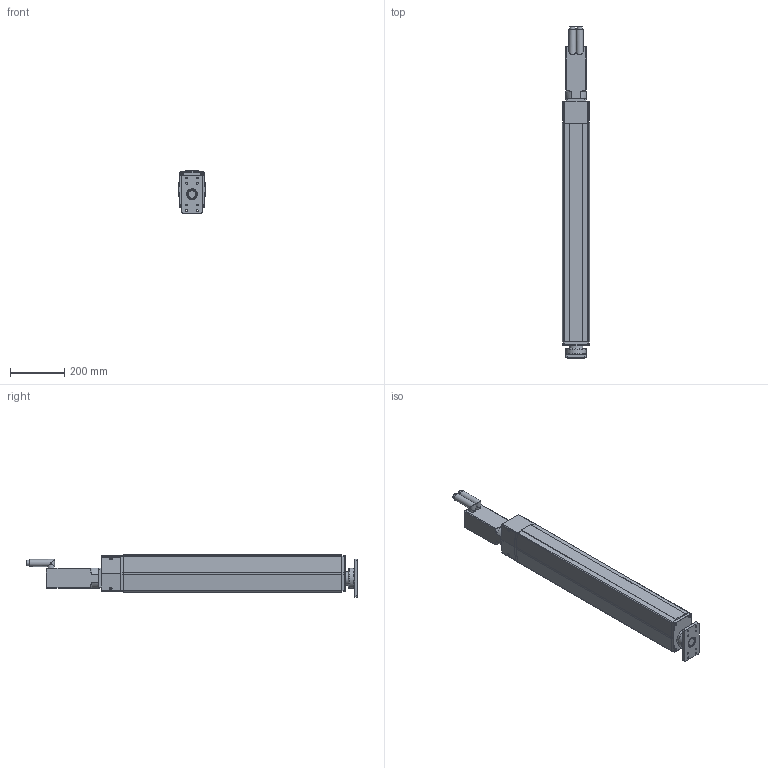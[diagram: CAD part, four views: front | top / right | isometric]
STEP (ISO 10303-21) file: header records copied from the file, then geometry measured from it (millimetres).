
FILE_DESCRIPTION((''),'2;1');
FILE_NAME('MSL 50-E-Hub 600mm.stp','2012-10-09T14:42:21',('hartung_david'),(''),'Autodesk Inventor 2012','Autodesk Inventor 2012','');
FILE_SCHEMA(('AUTOMOTIVE_DESIGN { 1 0 10303 214 1 1 1 1 }'));
Length unit declared in the file: millimetre
Products named in the file (4): MSL 50-E-Hub 600mm; MSL 50-E-010; MSL 50-E-020; MSL 50-E-030
Assembly tree (3 placements, depth 2):
  MSL 50-E-Hub 600mm
    MSL 50-E-010
    MSL 50-E-020
    MSL 50-E-030
Bounding box: 99.97 x 1224 x 157 mm (x, y, z)
Volume: 14112745.4 mm3; surface area: 898245.1 mm2
Topology: 4 solids, 9 shells, 357 faces, 838 edges, 529 vertices
Faces by surface type: cylinder 142, plane 122, torus 28, cone 28, bspline 24, sphere 13
Full cylindrical faces by diameter (mm): 3 x2, 3.3 x6, 4 x1, 4.2 x4, 5.3 x4, 6 x4, 6.5 x4, 6.6 x4, 9.6 x2, 10 x5, 10.4 x1, 11 x4, 11.598 x1, 12 x3, 14 x1, 20 x3, 25 x2, 26 x2, 27.7 x1, 29.6 x1, 36 x2, 40 x1, 44 x1, 50 x1, 55 x1, 57 x1, 60 x1, 62 x1, 75 x1, 85 x1
Entity records: 15377 total; most frequent: CARTESIAN_POINT 7382, DIRECTION 1634, ORIENTED_EDGE 1334, AXIS2_PLACEMENT_3D 683, EDGE_CURVE 667, EDGE_LOOP 540, VERTEX_POINT 475, STYLED_ITEM 361
